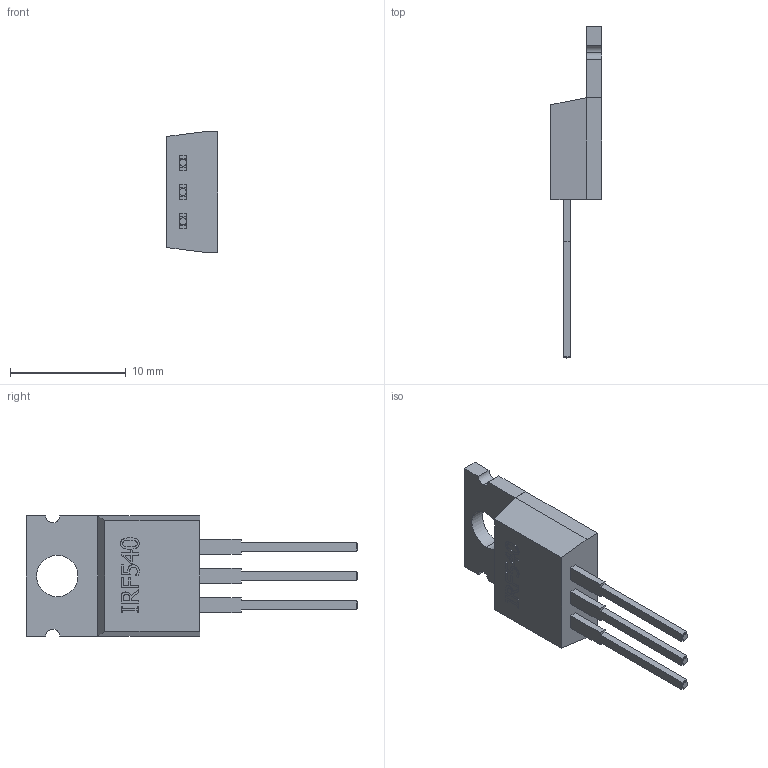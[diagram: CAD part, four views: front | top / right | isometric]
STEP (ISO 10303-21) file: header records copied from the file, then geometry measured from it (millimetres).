
FILE_DESCRIPTION (( 'STEP AP214' ), '1' );
FILE_NAME ('User Library-IRF540 Transistors MOSFET.STEP', '2014-11-16T17:33:13', ( 'Windows User' ), ( '' ), 'SwSTEP 2.0', 'SolidWorks 2015', '' );
FILE_SCHEMA (( 'AUTOMOTIVE_DESIGN' ));
Length unit declared in the file: millimetre
Products named in the file (1): User Library-IRF540 Transistors MOSFET
Bounding box: 4.46 x 28.7 x 10.42 mm (x, y, z)
Volume: 476.1 mm3; surface area: 603.4 mm2
Topology: 1 solids, 1 shells, 161 faces, 425 edges, 278 vertices
Faces by surface type: plane 118, bspline 32, cylinder 11
Entity records: 6874 total; most frequent: CARTESIAN_POINT 1281, ORIENTED_EDGE 850, DIRECTION 643, EDGE_CURVE 425, LINE 339, VECTOR 339, VERTEX_POINT 278, EDGE_LOOP 175
